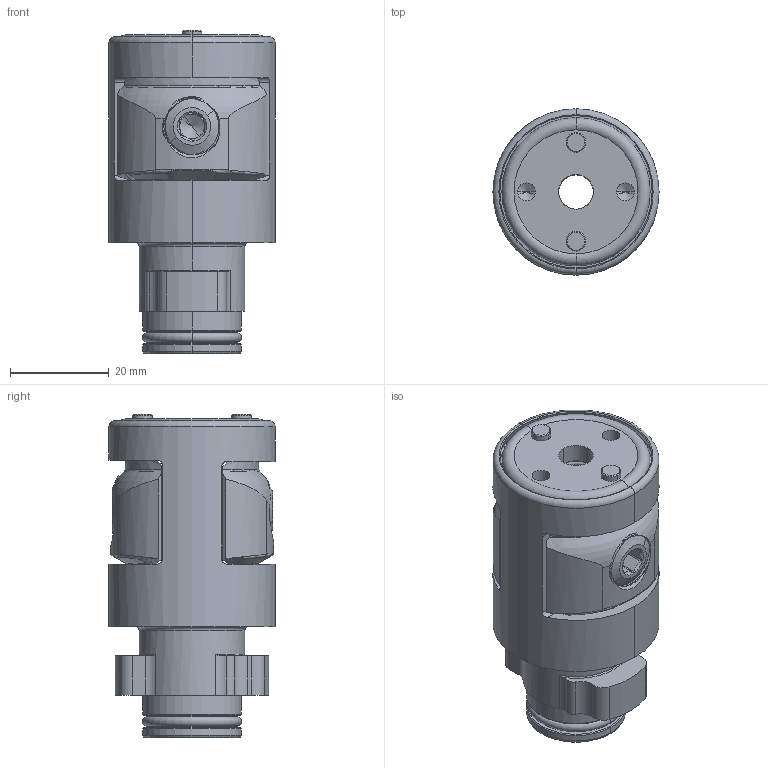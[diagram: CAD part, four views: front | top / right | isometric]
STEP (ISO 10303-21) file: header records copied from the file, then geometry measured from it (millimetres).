
FILE_DESCRIPTION((''),'2;1');
FILE_NAME('KS63-08-MQL1_SW0001','2010-06-30T',('schmiedtm'),(''),'PRO/ENGINEER BY PARAMETRIC TECHNOLOGY CORPORATION, 2008250','PRO/ENGINEER BY PARAMETRIC TECHNOLOGY CORPORATION, 2008250','');
FILE_SCHEMA(('AUTOMOTIVE_DESIGN_CC2 { 1 2 10303 214 -1 1 5 2 }'));
Products named in the file (1): KS63-08-MQL1_SW0001
Bounding box: 33.6 x 33.6 x 65.47 mm (x, y, z)
Volume: 39703.5 mm3; surface area: 16900.8 mm2
Topology: 1 solids, 3 shells, 410 faces, 1108 edges, 697 vertices
Faces by surface type: cylinder 133, bspline 73, plane 71, torus 70, cone 63
Entity records: 43875 total; most frequent: CARTESIAN_POINT 31410, ORIENTED_EDGE 2204, DIRECTION 1736, EDGE_CURVE 1102, AXIS2_PLACEMENT_3D 725, VERTEX_POINT 697, EDGE_LOOP 449, B_SPLINE_CURVE_WITH_KNOTS 428
